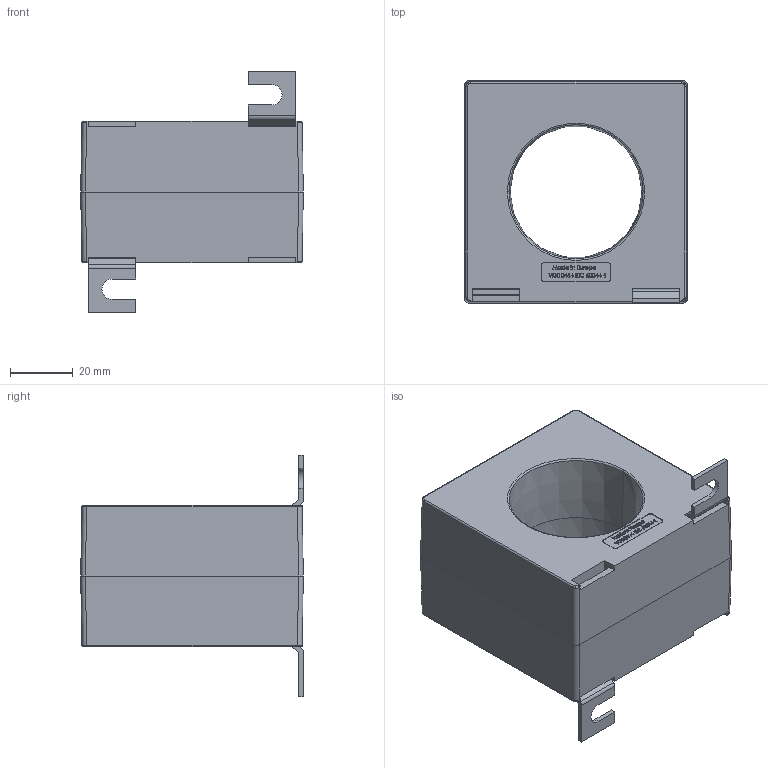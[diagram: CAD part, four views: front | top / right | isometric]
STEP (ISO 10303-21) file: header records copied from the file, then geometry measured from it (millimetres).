
FILE_DESCRIPTION (( 'STEP AP214' ), '1' );
FILE_NAME ('ASR42_45.STEP', '2012-05-31T07:58:40', ( 'User' ), ( 'EnDeCo GmbH' ), 'SwSTEP 2.0', 'SolidWorks 2011', '' );
FILE_SCHEMA (( 'AUTOMOTIVE_DESIGN' ));
Length unit declared in the file: millimetre
Products named in the file (4): Fusswinkel_1,5; ASR42_45_11; ASR42_45_11_Gehäuseoberteil; ASR42_45
Assembly tree (4 placements, depth 2):
  ASR42_45
    Fusswinkel_1,5  x2
    ASR42_45_11
    ASR42_45_11_Gehäuseoberteil
Bounding box: 71 x 71 x 77 mm (x, y, z)
Volume: 160169.4 mm3; surface area: 36470.4 mm2
Topology: 4 solids, 4 shells, 856 faces, 2240 edges, 1488 vertices
Faces by surface type: plane 534, bspline 274, cylinder 32, sphere 8, torus 4, cone 4
Entity records: 39934 total; most frequent: CARTESIAN_POINT 21053, ORIENTED_EDGE 4380, DIRECTION 2838, EDGE_CURVE 2190, VECTOR 1560, LINE 1560, VERTEX_POINT 1454, EDGE_LOOP 934
